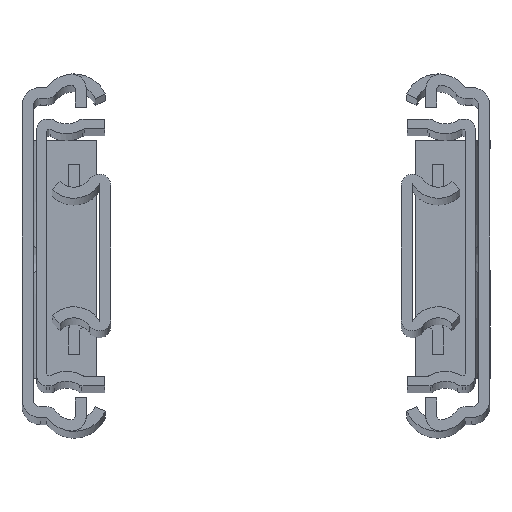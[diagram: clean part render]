
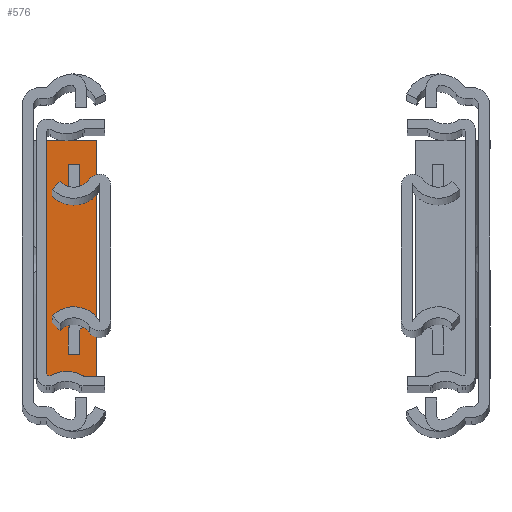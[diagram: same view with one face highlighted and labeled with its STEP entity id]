
A CAD part, top view. The second image highlights one B-rep face of the part: STEP entity #576.
In plain terms, the highlighted face is planar.
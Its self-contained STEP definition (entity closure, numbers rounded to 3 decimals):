
#576 = ADVANCED_FACE( '', ( #1195 ), #1196, .F. );
#1195 = FACE_OUTER_BOUND( '', #1819, .T. );
#1196 = PLANE( '', #1820 );
#1819 = EDGE_LOOP( '', ( #3299, #3300, #3301, #3302 ) );
#1820 = AXIS2_PLACEMENT_3D( '', #3303, #3304, #3305 );
#3299 = ORIENTED_EDGE( '', *, *, #4068, .T. );
#3300 = ORIENTED_EDGE( '', *, *, #3673, .F. );
#3301 = ORIENTED_EDGE( '', *, *, #4219, .F. );
#3302 = ORIENTED_EDGE( '', *, *, #4159, .T. );
#3303 = CARTESIAN_POINT( '', ( 4.72, 844.94, 25.4 ) );
#3304 = DIRECTION( '', ( 0., 1., 0. ) );
#3305 = DIRECTION( '', ( -1., 0., 0. ) );
#3673 = EDGE_CURVE( '', #4379, #4374, #4381, .T. );
#4068 = EDGE_CURVE( '', #5006, #4374, #5007, .T. );
#4159 = EDGE_CURVE( '', #5129, #5006, #5130, .T. );
#4219 = EDGE_CURVE( '', #5129, #4379, #5196, .T. );
#4374 = VERTEX_POINT( '', #5397 );
#4379 = VERTEX_POINT( '', #5404 );
#4381 = LINE( '', #5407, #5408 );
#5006 = VERTEX_POINT( '', #6282 );
#5007 = LINE( '', #6283, #6284 );
#5129 = VERTEX_POINT( '', #6441 );
#5130 = LINE( '', #6442, #6443 );
#5196 = LINE( '', #6526, #6527 );
#5397 = CARTESIAN_POINT( '', ( 15.837, 844.94, -25.4 ) );
#5404 = CARTESIAN_POINT( '', ( 15.837, 844.94, 25.4 ) );
#5407 = CARTESIAN_POINT( '', ( 15.837, 844.94, 25.4 ) );
#5408 = VECTOR( '', #6665, 1000. );
#6282 = CARTESIAN_POINT( '', ( 4.72, 844.94, -25.4 ) );
#6283 = CARTESIAN_POINT( '', ( 4.72, 844.94, -25.4 ) );
#6284 = VECTOR( '', #7226, 1000. );
#6441 = CARTESIAN_POINT( '', ( 4.72, 844.94, 25.4 ) );
#6442 = CARTESIAN_POINT( '', ( 4.72, 844.94, 25.4 ) );
#6443 = VECTOR( '', #7352, 1000. );
#6526 = CARTESIAN_POINT( '', ( 4.72, 844.94, 25.4 ) );
#6527 = VECTOR( '', #7415, 1000. );
#6665 = DIRECTION( '', ( 0., 0., -1. ) );
#7226 = DIRECTION( '', ( 1., 0., 0. ) );
#7352 = DIRECTION( '', ( 0., 0., -1. ) );
#7415 = DIRECTION( '', ( 1., 0., 0. ) );
